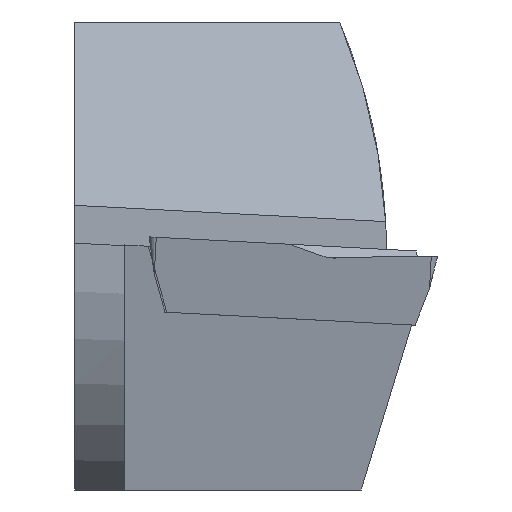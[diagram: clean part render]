
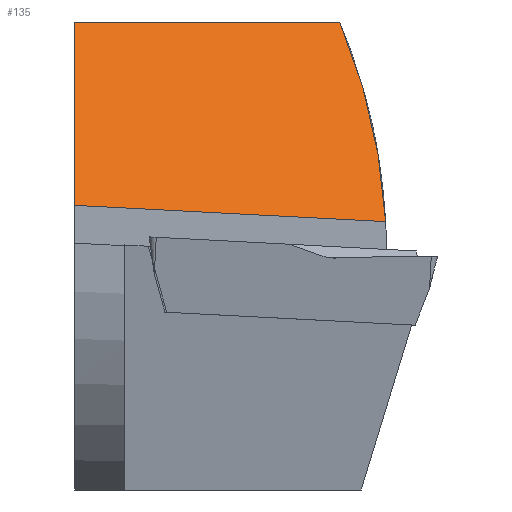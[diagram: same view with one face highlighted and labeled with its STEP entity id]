
A CAD part, left-side view. The second image highlights one B-rep face of the part: STEP entity #135.
In plain terms, the highlighted planar face has unit normal (-0.865, -0.026, 0.502).
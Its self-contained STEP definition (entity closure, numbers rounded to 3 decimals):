
#129=ELLIPSE('',#633,22.552,19.5);
#135=ADVANCED_FACE('',(#187),#165,.T.);
#165=PLANE('',#634);
#187=FACE_OUTER_BOUND('',#212,.T.);
#212=EDGE_LOOP('',(#265,#266,#267,#268));
#265=ORIENTED_EDGE('',*,*,#459,.F.);
#266=ORIENTED_EDGE('',*,*,#460,.F.);
#267=ORIENTED_EDGE('',*,*,#461,.T.);
#268=ORIENTED_EDGE('',*,*,#462,.T.);
#407=VERTEX_POINT('',#860);
#408=VERTEX_POINT('',#861);
#409=VERTEX_POINT('',#863);
#410=VERTEX_POINT('',#865);
#459=EDGE_CURVE('',#407,#408,#129,.T.);
#460=EDGE_CURVE('',#409,#407,#530,.T.);
#461=EDGE_CURVE('',#409,#410,#531,.T.);
#462=EDGE_CURVE('',#410,#408,#532,.T.);
#530=LINE('',#862,#587);
#531=LINE('',#864,#588);
#532=LINE('',#866,#589);
#587=VECTOR('',#703,1.);
#588=VECTOR('',#704,1.);
#589=VECTOR('',#705,1.);
#633=AXIS2_PLACEMENT_3D('',#859,#701,#702);
#634=AXIS2_PLACEMENT_3D('',#867,#706,#707);
#701=DIRECTION('',(0.865,0.026,-0.502));
#702=DIRECTION('',(0.502,-0.045,0.863));
#703=DIRECTION('',(0.03,-1.,0.));
#704=DIRECTION('',(-0.502,0.,-0.865));
#705=DIRECTION('',(0.,-0.999,-0.052));
#706=DIRECTION('',(-0.865,-0.026,0.502));
#707=DIRECTION('',(0.502,0.,0.865));
#859=CARTESIAN_POINT('',(3.484,1.626,0.));
#860=CARTESIAN_POINT('',(8.382,-16.374,7.5));
#861=CARTESIAN_POINT('',(4.715,-17.843,1.103));
#862=CARTESIAN_POINT('',(8.112,-7.476,7.5));
#863=CARTESIAN_POINT('',(8.124,-7.874,7.5));
#864=CARTESIAN_POINT('',(11.594,-7.874,13.48));
#865=CARTESIAN_POINT('',(4.715,-7.874,1.624));
#866=CARTESIAN_POINT('',(4.715,-5.57,1.745));
#867=CARTESIAN_POINT('',(4.012,-25.48,-0.509));
